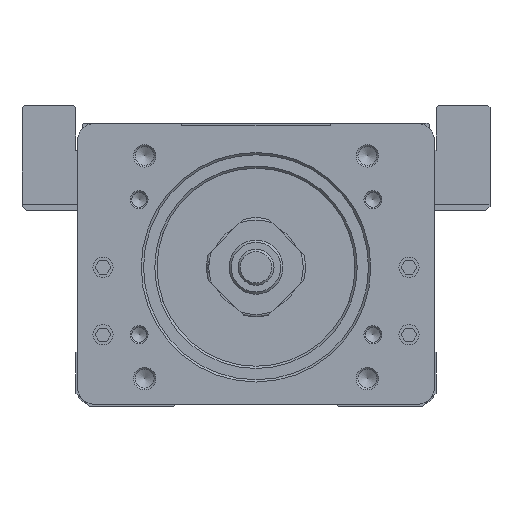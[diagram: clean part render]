
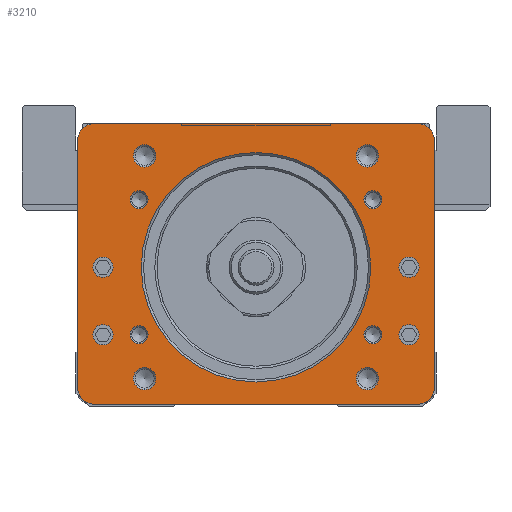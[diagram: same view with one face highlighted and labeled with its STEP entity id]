
A CAD part, front view. The second image highlights one B-rep face of the part: STEP entity #3210.
In plain terms, the highlighted planar face has unit normal (0, -1, 0).
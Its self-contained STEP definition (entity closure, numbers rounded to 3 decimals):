
#1290=FACE_BOUND('',#6525,.T.);
#1291=FACE_BOUND('',#6526,.T.);
#1292=FACE_BOUND('',#6527,.T.);
#1293=FACE_BOUND('',#6528,.T.);
#1294=FACE_BOUND('',#6529,.T.);
#1295=FACE_BOUND('',#6530,.T.);
#1296=FACE_BOUND('',#6531,.T.);
#1297=FACE_BOUND('',#6532,.T.);
#1298=FACE_BOUND('',#6533,.T.);
#1299=FACE_BOUND('',#6534,.T.);
#1300=FACE_BOUND('',#6535,.T.);
#1301=FACE_BOUND('',#6536,.T.);
#1302=FACE_BOUND('',#6537,.T.);
#1303=FACE_BOUND('',#6538,.T.);
#1999=CIRCLE('',#23556,4.);
#2000=CIRCLE('',#23558,4.);
#2001=CIRCLE('',#23560,2.);
#2002=CIRCLE('',#23562,2.);
#2003=CIRCLE('',#23564,2.);
#2004=CIRCLE('',#23566,2.);
#2005=CIRCLE('',#23568,2.5);
#2006=CIRCLE('',#23570,2.5);
#2007=CIRCLE('',#23572,2.5);
#2008=CIRCLE('',#23574,2.5);
#2009=CIRCLE('',#23576,25.5);
#2014=CIRCLE('',#23585,2.25);
#2016=CIRCLE('',#23588,2.25);
#2018=CIRCLE('',#23591,2.25);
#2020=CIRCLE('',#23594,2.25);
#2061=CIRCLE('',#23681,4.);
#2063=CIRCLE('',#23684,4.);
#3210=ADVANCED_FACE('',(#1290,#1291,#1292,#1293,#1294,#1295,#1296,#1297,
#1298,#1299,#1300,#1301,#1302,#1303),#4223,.T.);
#4223=PLANE('',#23685);
#6525=EDGE_LOOP('',(#11089));
#6526=EDGE_LOOP('',(#11090));
#6527=EDGE_LOOP('',(#11091));
#6528=EDGE_LOOP('',(#11092));
#6529=EDGE_LOOP('',(#11093));
#6530=EDGE_LOOP('',(#11094));
#6531=EDGE_LOOP('',(#11095));
#6532=EDGE_LOOP('',(#11096));
#6533=EDGE_LOOP('',(#11097));
#6534=EDGE_LOOP('',(#11098));
#6535=EDGE_LOOP('',(#11099));
#6536=EDGE_LOOP('',(#11100));
#6537=EDGE_LOOP('',(#11101));
#6538=EDGE_LOOP('',(#11102,#11103,#11104,#11105,#11106,#11107,#11108,#11109));
#11089=ORIENTED_EDGE('',*,*,#17105,.T.);
#11090=ORIENTED_EDGE('',*,*,#17104,.T.);
#11091=ORIENTED_EDGE('',*,*,#17103,.T.);
#11092=ORIENTED_EDGE('',*,*,#17102,.T.);
#11093=ORIENTED_EDGE('',*,*,#17101,.T.);
#11094=ORIENTED_EDGE('',*,*,#17100,.T.);
#11095=ORIENTED_EDGE('',*,*,#17099,.T.);
#11096=ORIENTED_EDGE('',*,*,#17098,.T.);
#11097=ORIENTED_EDGE('',*,*,#17097,.T.);
#11098=ORIENTED_EDGE('',*,*,#17117,.T.);
#11099=ORIENTED_EDGE('',*,*,#17115,.T.);
#11100=ORIENTED_EDGE('',*,*,#17113,.T.);
#11101=ORIENTED_EDGE('',*,*,#17111,.T.);
#11102=ORIENTED_EDGE('',*,*,#17231,.T.);
#11103=ORIENTED_EDGE('',*,*,#17234,.T.);
#11104=ORIENTED_EDGE('',*,*,#17235,.T.);
#11105=ORIENTED_EDGE('',*,*,#17215,.T.);
#11106=ORIENTED_EDGE('',*,*,#17095,.T.);
#11107=ORIENTED_EDGE('',*,*,#17159,.T.);
#11108=ORIENTED_EDGE('',*,*,#17092,.T.);
#11109=ORIENTED_EDGE('',*,*,#17208,.T.);
#14450=VERTEX_POINT('',#35847);
#14451=VERTEX_POINT('',#35849);
#14452=VERTEX_POINT('',#35853);
#14453=VERTEX_POINT('',#35855);
#14454=VERTEX_POINT('',#35859);
#14455=VERTEX_POINT('',#35862);
#14456=VERTEX_POINT('',#35865);
#14457=VERTEX_POINT('',#35868);
#14458=VERTEX_POINT('',#35871);
#14459=VERTEX_POINT('',#35874);
#14460=VERTEX_POINT('',#35877);
#14461=VERTEX_POINT('',#35880);
#14462=VERTEX_POINT('',#35883);
#14467=VERTEX_POINT('',#35898);
#14469=VERTEX_POINT('',#35903);
#14471=VERTEX_POINT('',#35908);
#14473=VERTEX_POINT('',#35913);
#14531=VERTEX_POINT('',#36205);
#14536=VERTEX_POINT('',#36219);
#14547=VERTEX_POINT('',#36251);
#14549=VERTEX_POINT('',#36257);
#17092=EDGE_CURVE('',#14451,#14450,#1999,.T.);
#17095=EDGE_CURVE('',#14453,#14452,#2000,.T.);
#17097=EDGE_CURVE('',#14454,#14454,#2001,.T.);
#17098=EDGE_CURVE('',#14455,#14455,#2002,.T.);
#17099=EDGE_CURVE('',#14456,#14456,#2003,.T.);
#17100=EDGE_CURVE('',#14457,#14457,#2004,.T.);
#17101=EDGE_CURVE('',#14458,#14458,#2005,.T.);
#17102=EDGE_CURVE('',#14459,#14459,#2006,.T.);
#17103=EDGE_CURVE('',#14460,#14460,#2007,.T.);
#17104=EDGE_CURVE('',#14461,#14461,#2008,.T.);
#17105=EDGE_CURVE('',#14462,#14462,#2009,.T.);
#17111=EDGE_CURVE('',#14467,#14467,#2014,.T.);
#17113=EDGE_CURVE('',#14469,#14469,#2016,.T.);
#17115=EDGE_CURVE('',#14471,#14471,#2018,.T.);
#17117=EDGE_CURVE('',#14473,#14473,#2020,.T.);
#17159=EDGE_CURVE('',#14452,#14451,#19600,.T.);
#17208=EDGE_CURVE('',#14450,#14531,#19625,.T.);
#17215=EDGE_CURVE('',#14536,#14453,#19632,.T.);
#17231=EDGE_CURVE('',#14531,#14547,#2061,.T.);
#17234=EDGE_CURVE('',#14547,#14549,#19645,.T.);
#17235=EDGE_CURVE('',#14549,#14536,#2063,.T.);
#19600=LINE('',#36058,#21724);
#19625=LINE('',#36206,#21749);
#19632=LINE('',#36218,#21756);
#19645=LINE('',#36256,#21769);
#21724=VECTOR('',#28339,1.);
#21749=VECTOR('',#28458,1.);
#21756=VECTOR('',#28467,1.);
#21769=VECTOR('',#28504,1.);
#23556=AXIS2_PLACEMENT_3D('',#35848,#28178,#28179);
#23558=AXIS2_PLACEMENT_3D('',#35854,#28184,#28185);
#23560=AXIS2_PLACEMENT_3D('',#35858,#28189,#28190);
#23562=AXIS2_PLACEMENT_3D('',#35861,#28193,#28194);
#23564=AXIS2_PLACEMENT_3D('',#35864,#28197,#28198);
#23566=AXIS2_PLACEMENT_3D('',#35867,#28201,#28202);
#23568=AXIS2_PLACEMENT_3D('',#35870,#28205,#28206);
#23570=AXIS2_PLACEMENT_3D('',#35873,#28209,#28210);
#23572=AXIS2_PLACEMENT_3D('',#35876,#28213,#28214);
#23574=AXIS2_PLACEMENT_3D('',#35879,#28217,#28218);
#23576=AXIS2_PLACEMENT_3D('',#35882,#28221,#28222);
#23585=AXIS2_PLACEMENT_3D('',#35897,#28240,#28241);
#23588=AXIS2_PLACEMENT_3D('',#35902,#28246,#28247);
#23591=AXIS2_PLACEMENT_3D('',#35907,#28252,#28253);
#23594=AXIS2_PLACEMENT_3D('',#35912,#28258,#28259);
#23681=AXIS2_PLACEMENT_3D('',#36250,#28497,#28498);
#23684=AXIS2_PLACEMENT_3D('',#36258,#28505,#28506);
#23685=AXIS2_PLACEMENT_3D('',#36259,#28507,#28508);
#28178=DIRECTION('',(0.,-1.,0.));
#28179=DIRECTION('',(1.,0.,0.));
#28184=DIRECTION('',(0.,-1.,0.));
#28185=DIRECTION('',(1.,0.,0.));
#28189=DIRECTION('',(0.,1.,0.));
#28190=DIRECTION('',(0.,0.,-1.));
#28193=DIRECTION('',(0.,1.,0.));
#28194=DIRECTION('',(0.,0.,-1.));
#28197=DIRECTION('',(0.,1.,0.));
#28198=DIRECTION('',(0.,0.,-1.));
#28201=DIRECTION('',(0.,1.,0.));
#28202=DIRECTION('',(0.,0.,-1.));
#28205=DIRECTION('',(0.,1.,0.));
#28206=DIRECTION('',(0.,0.,-1.));
#28209=DIRECTION('',(0.,1.,0.));
#28210=DIRECTION('',(0.,0.,-1.));
#28213=DIRECTION('',(0.,1.,0.));
#28214=DIRECTION('',(0.,0.,-1.));
#28217=DIRECTION('',(0.,1.,0.));
#28218=DIRECTION('',(0.,0.,-1.));
#28221=DIRECTION('',(0.,1.,0.));
#28222=DIRECTION('',(0.,0.,-1.));
#28240=DIRECTION('',(0.,1.,0.));
#28241=DIRECTION('',(0.,0.,-1.));
#28246=DIRECTION('',(0.,1.,0.));
#28247=DIRECTION('',(0.,0.,-1.));
#28252=DIRECTION('',(0.,1.,0.));
#28253=DIRECTION('',(0.,0.,-1.));
#28258=DIRECTION('',(0.,1.,0.));
#28259=DIRECTION('',(0.,0.,-1.));
#28339=DIRECTION('',(-1.,0.,0.));
#28458=DIRECTION('',(0.,0.,-1.));
#28467=DIRECTION('',(0.,0.,1.));
#28497=DIRECTION('',(0.,-1.,0.));
#28498=DIRECTION('',(1.,0.,0.));
#28504=DIRECTION('',(1.,0.,0.));
#28505=DIRECTION('',(0.,-1.,0.));
#28506=DIRECTION('',(1.,0.,0.));
#28507=DIRECTION('',(0.,-1.,0.));
#28508=DIRECTION('',(0.,0.,1.));
#35847=CARTESIAN_POINT('',(-39.7,-243.7,40.));
#35848=CARTESIAN_POINT('',(-35.7,-243.7,40.));
#35849=CARTESIAN_POINT('',(-35.7,-243.7,44.));
#35853=CARTESIAN_POINT('',(35.7,-243.7,44.));
#35854=CARTESIAN_POINT('',(35.7,-243.7,40.));
#35855=CARTESIAN_POINT('',(39.7,-243.7,40.));
#35858=CARTESIAN_POINT('',(-25.981,-243.7,27.));
#35859=CARTESIAN_POINT('',(-25.981,-243.7,25.));
#35861=CARTESIAN_POINT('',(-25.981,-243.7,-3.));
#35862=CARTESIAN_POINT('',(-25.981,-243.7,-5.));
#35864=CARTESIAN_POINT('',(25.981,-243.7,27.));
#35865=CARTESIAN_POINT('',(25.981,-243.7,25.));
#35867=CARTESIAN_POINT('',(25.981,-243.7,-3.));
#35868=CARTESIAN_POINT('',(25.981,-243.7,-5.));
#35870=CARTESIAN_POINT('',(24.749,-243.7,36.749));
#35871=CARTESIAN_POINT('',(24.749,-243.7,34.249));
#35873=CARTESIAN_POINT('',(24.749,-243.7,-12.749));
#35874=CARTESIAN_POINT('',(24.749,-243.7,-15.249));
#35876=CARTESIAN_POINT('',(-24.749,-243.7,-12.749));
#35877=CARTESIAN_POINT('',(-24.749,-243.7,-15.249));
#35879=CARTESIAN_POINT('',(-24.749,-243.7,36.749));
#35880=CARTESIAN_POINT('',(-24.749,-243.7,34.249));
#35882=CARTESIAN_POINT('',(0.,-243.7,12.));
#35883=CARTESIAN_POINT('',(0.,-243.7,-13.5));
#35897=CARTESIAN_POINT('',(34.,-243.7,12.));
#35898=CARTESIAN_POINT('',(34.,-243.7,9.75));
#35902=CARTESIAN_POINT('',(34.,-243.7,-3.));
#35903=CARTESIAN_POINT('',(34.,-243.7,-5.25));
#35907=CARTESIAN_POINT('',(-34.,-243.7,12.));
#35908=CARTESIAN_POINT('',(-34.,-243.7,9.75));
#35912=CARTESIAN_POINT('',(-34.,-243.7,-3.));
#35913=CARTESIAN_POINT('',(-34.,-243.7,-5.25));
#36058=CARTESIAN_POINT('',(35.7,-243.7,44.));
#36205=CARTESIAN_POINT('',(-39.7,-243.7,-14.5));
#36206=CARTESIAN_POINT('',(-39.7,-243.7,40.));
#36218=CARTESIAN_POINT('',(39.7,-243.7,-14.5));
#36219=CARTESIAN_POINT('',(39.7,-243.7,-14.5));
#36250=CARTESIAN_POINT('',(-35.7,-243.7,-14.5));
#36251=CARTESIAN_POINT('',(-35.7,-243.7,-18.5));
#36256=CARTESIAN_POINT('',(-35.7,-243.7,-18.5));
#36257=CARTESIAN_POINT('',(35.7,-243.7,-18.5));
#36258=CARTESIAN_POINT('',(35.7,-243.7,-14.5));
#36259=CARTESIAN_POINT('',(-35.7,-243.7,-14.5));
